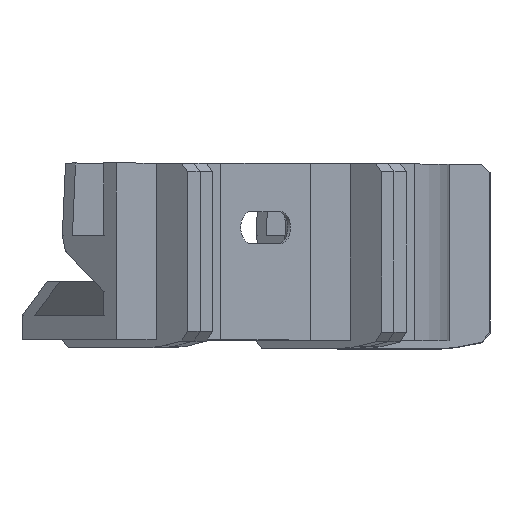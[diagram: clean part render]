
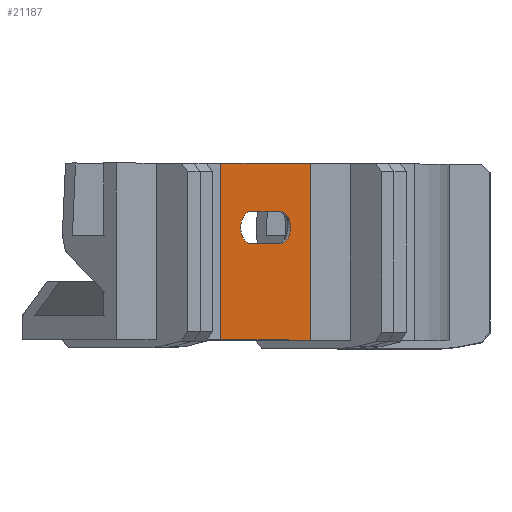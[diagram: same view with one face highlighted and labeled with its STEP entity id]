
A CAD part, left-side view. The second image highlights one B-rep face of the part: STEP entity #21187.
In plain terms, the highlighted face is planar.
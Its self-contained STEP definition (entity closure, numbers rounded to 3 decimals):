
#20911 = VERTEX_POINT('',#20912);
#20912 = CARTESIAN_POINT('',(3.,0.,16.));
#20919 = CYLINDRICAL_SURFACE('',#20920,2.);
#20920 = AXIS2_PLACEMENT_3D('',#20921,#20922,#20923);
#20921 = CARTESIAN_POINT('',(3.,24.,14.));
#20922 = DIRECTION('',(-0.,1.,0.));
#20923 = DIRECTION('',(0.,0.,-1.));
#20931 = PLANE('',#20932);
#20932 = AXIS2_PLACEMENT_3D('',#20933,#20934,#20935);
#20933 = CARTESIAN_POINT('',(3.,24.,16.));
#20934 = DIRECTION('',(0.,0.,-1.));
#20935 = DIRECTION('',(-1.,0.,-0.));
#20973 = VERTEX_POINT('',#20974);
#20974 = CARTESIAN_POINT('',(3.,0.,12.));
#20988 = PLANE('',#20989);
#20989 = AXIS2_PLACEMENT_3D('',#20990,#20991,#20992);
#20990 = CARTESIAN_POINT('',(-3.,24.,12.));
#20991 = DIRECTION('',(0.,0.,1.));
#20992 = DIRECTION('',(1.,0.,0.));
#21000 = EDGE_CURVE('',#20911,#20973,#21001,.T.);
#21001 = SURFACE_CURVE('',#21002,(#21007,#21014),.PCURVE_S1.);
#21002 = CIRCLE('',#21003,2.);
#21003 = AXIS2_PLACEMENT_3D('',#21004,#21005,#21006);
#21004 = CARTESIAN_POINT('',(3.,0.,14.));
#21005 = DIRECTION('',(0.,1.,0.));
#21006 = DIRECTION('',(0.,0.,-1.));
#21007 = PCURVE('',#20919,#21008);
#21008 = DEFINITIONAL_REPRESENTATION('',(#21009),#21013);
#21009 = LINE('',#21010,#21011);
#21010 = CARTESIAN_POINT('',(-6.283,-24.));
#21011 = VECTOR('',#21012,1.);
#21012 = DIRECTION('',(1.,-0.));
#21013 = ( GEOMETRIC_REPRESENTATION_CONTEXT(2) 
PARAMETRIC_REPRESENTATION_CONTEXT() REPRESENTATION_CONTEXT('2D SPACE',''
  ) );
#21014 = PCURVE('',#21015,#21020);
#21015 = PLANE('',#21016);
#21016 = AXIS2_PLACEMENT_3D('',#21017,#21018,#21019);
#21017 = CARTESIAN_POINT('',(0.,0.,0.));
#21018 = DIRECTION('',(0.,1.,-0.));
#21019 = DIRECTION('',(0.,0.,1.));
#21020 = DEFINITIONAL_REPRESENTATION('',(#21021),#21025);
#21021 = CIRCLE('',#21022,2.);
#21022 = AXIS2_PLACEMENT_2D('',#21023,#21024);
#21023 = CARTESIAN_POINT('',(14.,3.));
#21024 = DIRECTION('',(-1.,0.));
#21025 = ( GEOMETRIC_REPRESENTATION_CONTEXT(2) 
PARAMETRIC_REPRESENTATION_CONTEXT() REPRESENTATION_CONTEXT('2D SPACE',''
  ) );
#21033 = VERTEX_POINT('',#21034);
#21034 = CARTESIAN_POINT('',(-3.,0.,16.));
#21048 = CYLINDRICAL_SURFACE('',#21049,2.);
#21049 = AXIS2_PLACEMENT_3D('',#21050,#21051,#21052);
#21050 = CARTESIAN_POINT('',(-3.,24.,14.));
#21051 = DIRECTION('',(-0.,1.,0.));
#21052 = DIRECTION('',(0.,0.,1.));
#21087 = EDGE_CURVE('',#20911,#21033,#21088,.T.);
#21088 = SURFACE_CURVE('',#21089,(#21093,#21099),.PCURVE_S1.);
#21089 = LINE('',#21090,#21091);
#21090 = CARTESIAN_POINT('',(1.5,0.,16.));
#21091 = VECTOR('',#21092,1.);
#21092 = DIRECTION('',(-1.,0.,0.));
#21093 = PCURVE('',#20931,#21094);
#21094 = DEFINITIONAL_REPRESENTATION('',(#21095),#21098);
#21095 = B_SPLINE_CURVE_WITH_KNOTS('',1,(#21096,#21097),.UNSPECIFIED.,
  .F.,.F.,(2,2),(-1.5,4.5),.PIECEWISE_BEZIER_KNOTS.);
#21096 = CARTESIAN_POINT('',(0.,-24.));
#21097 = CARTESIAN_POINT('',(6.,-24.));
#21098 = ( GEOMETRIC_REPRESENTATION_CONTEXT(2) 
PARAMETRIC_REPRESENTATION_CONTEXT() REPRESENTATION_CONTEXT('2D SPACE',''
  ) );
#21099 = PCURVE('',#21015,#21100);
#21100 = DEFINITIONAL_REPRESENTATION('',(#21101),#21104);
#21101 = B_SPLINE_CURVE_WITH_KNOTS('',1,(#21102,#21103),.UNSPECIFIED.,
  .F.,.F.,(2,2),(-1.5,4.5),.PIECEWISE_BEZIER_KNOTS.);
#21102 = CARTESIAN_POINT('',(16.,3.));
#21103 = CARTESIAN_POINT('',(16.,-3.));
#21104 = ( GEOMETRIC_REPRESENTATION_CONTEXT(2) 
PARAMETRIC_REPRESENTATION_CONTEXT() REPRESENTATION_CONTEXT('2D SPACE',''
  ) );
#21187 = ADVANCED_FACE('',(#21188,#21302),#21015,.F.);
#21188 = FACE_BOUND('',#21189,.F.);
#21189 = EDGE_LOOP('',(#21190,#21220,#21248,#21276));
#21190 = ORIENTED_EDGE('',*,*,#21191,.F.);
#21191 = EDGE_CURVE('',#21192,#21194,#21196,.T.);
#21192 = VERTEX_POINT('',#21193);
#21193 = CARTESIAN_POINT('',(-9.,0.,0.));
#21194 = VERTEX_POINT('',#21195);
#21195 = CARTESIAN_POINT('',(9.,0.,0.));
#21196 = SURFACE_CURVE('',#21197,(#21201,#21208),.PCURVE_S1.);
#21197 = LINE('',#21198,#21199);
#21198 = CARTESIAN_POINT('',(-9.,0.,0.));
#21199 = VECTOR('',#21200,1.);
#21200 = DIRECTION('',(1.,0.,0.));
#21201 = PCURVE('',#21015,#21202);
#21202 = DEFINITIONAL_REPRESENTATION('',(#21203),#21207);
#21203 = LINE('',#21204,#21205);
#21204 = CARTESIAN_POINT('',(0.,-9.));
#21205 = VECTOR('',#21206,1.);
#21206 = DIRECTION('',(0.,1.));
#21207 = ( GEOMETRIC_REPRESENTATION_CONTEXT(2) 
PARAMETRIC_REPRESENTATION_CONTEXT() REPRESENTATION_CONTEXT('2D SPACE',''
  ) );
#21208 = PCURVE('',#21209,#21214);
#21209 = PLANE('',#21210);
#21210 = AXIS2_PLACEMENT_3D('',#21211,#21212,#21213);
#21211 = CARTESIAN_POINT('',(0.,15.,0.));
#21212 = DIRECTION('',(0.,0.,1.));
#21213 = DIRECTION('',(0.,-1.,0.));
#21214 = DEFINITIONAL_REPRESENTATION('',(#21215),#21219);
#21215 = LINE('',#21216,#21217);
#21216 = CARTESIAN_POINT('',(15.,-9.));
#21217 = VECTOR('',#21218,1.);
#21218 = DIRECTION('',(0.,1.));
#21219 = ( GEOMETRIC_REPRESENTATION_CONTEXT(2) 
PARAMETRIC_REPRESENTATION_CONTEXT() REPRESENTATION_CONTEXT('2D SPACE',''
  ) );
#21220 = ORIENTED_EDGE('',*,*,#21221,.T.);
#21221 = EDGE_CURVE('',#21192,#21222,#21224,.T.);
#21222 = VERTEX_POINT('',#21223);
#21223 = CARTESIAN_POINT('',(-9.,0.,22.));
#21224 = SURFACE_CURVE('',#21225,(#21229,#21236),.PCURVE_S1.);
#21225 = LINE('',#21226,#21227);
#21226 = CARTESIAN_POINT('',(-9.,0.,0.));
#21227 = VECTOR('',#21228,1.);
#21228 = DIRECTION('',(0.,0.,1.));
#21229 = PCURVE('',#21015,#21230);
#21230 = DEFINITIONAL_REPRESENTATION('',(#21231),#21235);
#21231 = LINE('',#21232,#21233);
#21232 = CARTESIAN_POINT('',(0.,-9.));
#21233 = VECTOR('',#21234,1.);
#21234 = DIRECTION('',(1.,0.));
#21235 = ( GEOMETRIC_REPRESENTATION_CONTEXT(2) 
PARAMETRIC_REPRESENTATION_CONTEXT() REPRESENTATION_CONTEXT('2D SPACE',''
  ) );
#21236 = PCURVE('',#21237,#21242);
#21237 = PLANE('',#21238);
#21238 = AXIS2_PLACEMENT_3D('',#21239,#21240,#21241);
#21239 = CARTESIAN_POINT('',(-9.,4.162,7.662));
#21240 = DIRECTION('',(-1.,0.,0.));
#21241 = DIRECTION('',(0.,0.,1.));
#21242 = DEFINITIONAL_REPRESENTATION('',(#21243),#21247);
#21243 = LINE('',#21244,#21245);
#21244 = CARTESIAN_POINT('',(-7.662,-4.162));
#21245 = VECTOR('',#21246,1.);
#21246 = DIRECTION('',(1.,0.));
#21247 = ( GEOMETRIC_REPRESENTATION_CONTEXT(2) 
PARAMETRIC_REPRESENTATION_CONTEXT() REPRESENTATION_CONTEXT('2D SPACE',''
  ) );
#21248 = ORIENTED_EDGE('',*,*,#21249,.F.);
#21249 = EDGE_CURVE('',#21250,#21222,#21252,.T.);
#21250 = VERTEX_POINT('',#21251);
#21251 = CARTESIAN_POINT('',(9.,0.,22.));
#21252 = SURFACE_CURVE('',#21253,(#21257,#21264),.PCURVE_S1.);
#21253 = LINE('',#21254,#21255);
#21254 = CARTESIAN_POINT('',(9.,0.,22.));
#21255 = VECTOR('',#21256,1.);
#21256 = DIRECTION('',(-1.,0.,0.));
#21257 = PCURVE('',#21015,#21258);
#21258 = DEFINITIONAL_REPRESENTATION('',(#21259),#21263);
#21259 = LINE('',#21260,#21261);
#21260 = CARTESIAN_POINT('',(22.,9.));
#21261 = VECTOR('',#21262,1.);
#21262 = DIRECTION('',(0.,-1.));
#21263 = ( GEOMETRIC_REPRESENTATION_CONTEXT(2) 
PARAMETRIC_REPRESENTATION_CONTEXT() REPRESENTATION_CONTEXT('2D SPACE',''
  ) );
#21264 = PCURVE('',#21265,#21270);
#21265 = PLANE('',#21266);
#21266 = AXIS2_PLACEMENT_3D('',#21267,#21268,#21269);
#21267 = CARTESIAN_POINT('',(0.,0.,22.));
#21268 = DIRECTION('',(0.,0.,-1.));
#21269 = DIRECTION('',(0.,1.,0.));
#21270 = DEFINITIONAL_REPRESENTATION('',(#21271),#21275);
#21271 = LINE('',#21272,#21273);
#21272 = CARTESIAN_POINT('',(0.,9.));
#21273 = VECTOR('',#21274,1.);
#21274 = DIRECTION('',(0.,-1.));
#21275 = ( GEOMETRIC_REPRESENTATION_CONTEXT(2) 
PARAMETRIC_REPRESENTATION_CONTEXT() REPRESENTATION_CONTEXT('2D SPACE',''
  ) );
#21276 = ORIENTED_EDGE('',*,*,#21277,.F.);
#21277 = EDGE_CURVE('',#21194,#21250,#21278,.T.);
#21278 = SURFACE_CURVE('',#21279,(#21283,#21290),.PCURVE_S1.);
#21279 = LINE('',#21280,#21281);
#21280 = CARTESIAN_POINT('',(9.,0.,0.));
#21281 = VECTOR('',#21282,1.);
#21282 = DIRECTION('',(0.,0.,1.));
#21283 = PCURVE('',#21015,#21284);
#21284 = DEFINITIONAL_REPRESENTATION('',(#21285),#21289);
#21285 = LINE('',#21286,#21287);
#21286 = CARTESIAN_POINT('',(0.,9.));
#21287 = VECTOR('',#21288,1.);
#21288 = DIRECTION('',(1.,0.));
#21289 = ( GEOMETRIC_REPRESENTATION_CONTEXT(2) 
PARAMETRIC_REPRESENTATION_CONTEXT() REPRESENTATION_CONTEXT('2D SPACE',''
  ) );
#21290 = PCURVE('',#21291,#21296);
#21291 = PLANE('',#21292);
#21292 = AXIS2_PLACEMENT_3D('',#21293,#21294,#21295);
#21293 = CARTESIAN_POINT('',(9.,4.162,7.662));
#21294 = DIRECTION('',(-1.,0.,0.));
#21295 = DIRECTION('',(0.,0.,1.));
#21296 = DEFINITIONAL_REPRESENTATION('',(#21297),#21301);
#21297 = LINE('',#21298,#21299);
#21298 = CARTESIAN_POINT('',(-7.662,-4.162));
#21299 = VECTOR('',#21300,1.);
#21300 = DIRECTION('',(1.,0.));
#21301 = ( GEOMETRIC_REPRESENTATION_CONTEXT(2) 
PARAMETRIC_REPRESENTATION_CONTEXT() REPRESENTATION_CONTEXT('2D SPACE',''
  ) );
#21302 = FACE_BOUND('',#21303,.F.);
#21303 = EDGE_LOOP('',(#21304,#21305,#21306,#21330));
#21304 = ORIENTED_EDGE('',*,*,#21000,.F.);
#21305 = ORIENTED_EDGE('',*,*,#21087,.T.);
#21306 = ORIENTED_EDGE('',*,*,#21307,.F.);
#21307 = EDGE_CURVE('',#21308,#21033,#21310,.T.);
#21308 = VERTEX_POINT('',#21309);
#21309 = CARTESIAN_POINT('',(-3.,0.,12.));
#21310 = SURFACE_CURVE('',#21311,(#21316,#21323),.PCURVE_S1.);
#21311 = CIRCLE('',#21312,2.);
#21312 = AXIS2_PLACEMENT_3D('',#21313,#21314,#21315);
#21313 = CARTESIAN_POINT('',(-3.,0.,14.));
#21314 = DIRECTION('',(-0.,1.,0.));
#21315 = DIRECTION('',(0.,0.,1.));
#21316 = PCURVE('',#21015,#21317);
#21317 = DEFINITIONAL_REPRESENTATION('',(#21318),#21322);
#21318 = CIRCLE('',#21319,2.);
#21319 = AXIS2_PLACEMENT_2D('',#21320,#21321);
#21320 = CARTESIAN_POINT('',(14.,-3.));
#21321 = DIRECTION('',(1.,0.));
#21322 = ( GEOMETRIC_REPRESENTATION_CONTEXT(2) 
PARAMETRIC_REPRESENTATION_CONTEXT() REPRESENTATION_CONTEXT('2D SPACE',''
  ) );
#21323 = PCURVE('',#21048,#21324);
#21324 = DEFINITIONAL_REPRESENTATION('',(#21325),#21329);
#21325 = LINE('',#21326,#21327);
#21326 = CARTESIAN_POINT('',(-6.283,-24.));
#21327 = VECTOR('',#21328,1.);
#21328 = DIRECTION('',(1.,-0.));
#21329 = ( GEOMETRIC_REPRESENTATION_CONTEXT(2) 
PARAMETRIC_REPRESENTATION_CONTEXT() REPRESENTATION_CONTEXT('2D SPACE',''
  ) );
#21330 = ORIENTED_EDGE('',*,*,#21331,.T.);
#21331 = EDGE_CURVE('',#21308,#20973,#21332,.T.);
#21332 = SURFACE_CURVE('',#21333,(#21337,#21343),.PCURVE_S1.);
#21333 = LINE('',#21334,#21335);
#21334 = CARTESIAN_POINT('',(-1.5,0.,12.));
#21335 = VECTOR('',#21336,1.);
#21336 = DIRECTION('',(1.,-0.,0.));
#21337 = PCURVE('',#21015,#21338);
#21338 = DEFINITIONAL_REPRESENTATION('',(#21339),#21342);
#21339 = B_SPLINE_CURVE_WITH_KNOTS('',1,(#21340,#21341),.UNSPECIFIED.,
  .F.,.F.,(2,2),(-1.5,4.5),.PIECEWISE_BEZIER_KNOTS.);
#21340 = CARTESIAN_POINT('',(12.,-3.));
#21341 = CARTESIAN_POINT('',(12.,3.));
#21342 = ( GEOMETRIC_REPRESENTATION_CONTEXT(2) 
PARAMETRIC_REPRESENTATION_CONTEXT() REPRESENTATION_CONTEXT('2D SPACE',''
  ) );
#21343 = PCURVE('',#20988,#21344);
#21344 = DEFINITIONAL_REPRESENTATION('',(#21345),#21348);
#21345 = B_SPLINE_CURVE_WITH_KNOTS('',1,(#21346,#21347),.UNSPECIFIED.,
  .F.,.F.,(2,2),(-1.5,4.5),.PIECEWISE_BEZIER_KNOTS.);
#21346 = CARTESIAN_POINT('',(0.,-24.));
#21347 = CARTESIAN_POINT('',(6.,-24.));
#21348 = ( GEOMETRIC_REPRESENTATION_CONTEXT(2) 
PARAMETRIC_REPRESENTATION_CONTEXT() REPRESENTATION_CONTEXT('2D SPACE',''
  ) );
